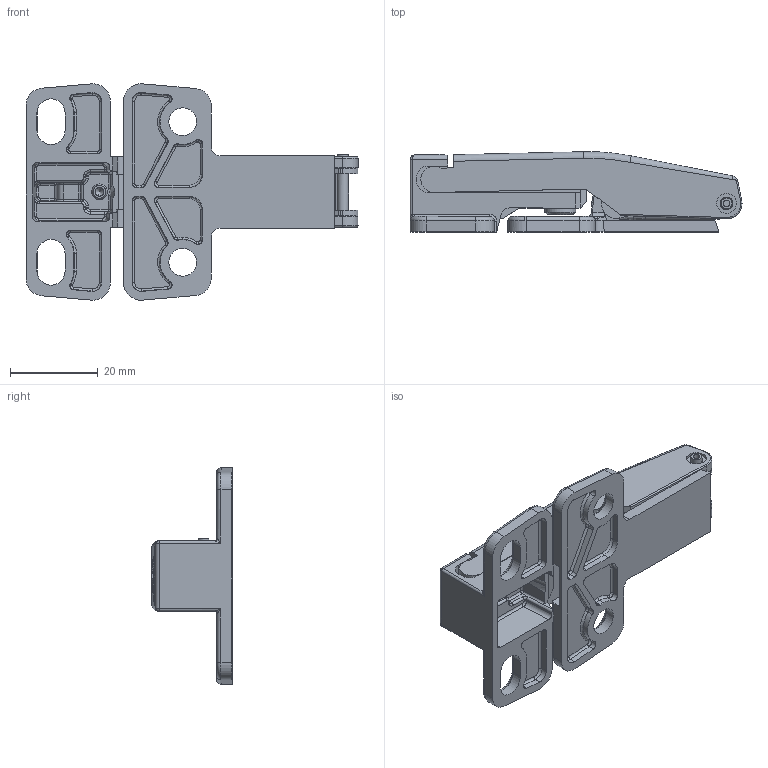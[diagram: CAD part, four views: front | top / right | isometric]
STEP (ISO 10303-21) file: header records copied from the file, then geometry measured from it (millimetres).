
FILE_DESCRIPTION(/* description */ (''),/* implementation_level */ '2;1');
FILE_NAME(/* name */ '3D_500-0189-XX.sat.ipt.stp',/* time_stamp */ '2024-01-29T16:21:13+01:00',/* author */ (''),/* organization */ (''),/* preprocessor_version */ 'ST-DEVELOPER v18.1',/* originating_system */ 'Autodesk Inventor 2021',/* authorisation */ '');
FILE_SCHEMA (('CONFIG_CONTROL_DESIGN'));
Products named in the file (1): 3D_500-0189-XX.sat
Bounding box: 75.58 x 18.28 x 49.26 mm (x, y, z)
Volume: 14736.1 mm3; surface area: 16095 mm2
Topology: 7 solids, 7 shells, 878 faces, 2244 edges, 1367 vertices
Faces by surface type: plane 359, bspline 280, cylinder 237, cone 2
Full cylindrical faces by diameter (mm): 1.5 x1, 2.48 x1, 2.5 x6, 2.53 x2, 3.5 x1, 3.55 x1, 3.6 x1, 3.9 x1, 4.5 x2, 6.3 x3, 6.67 x1, 7 x1, 8 x1
Entity records: 43401 total; most frequent: CARTESIAN_POINT 22832, ORIENTED_EDGE 4430, DIRECTION 4055, EDGE_CURVE 2215, AXIS2_PLACEMENT_3D 1444, VERTEX_POINT 1367, LINE 1167, VECTOR 1167
